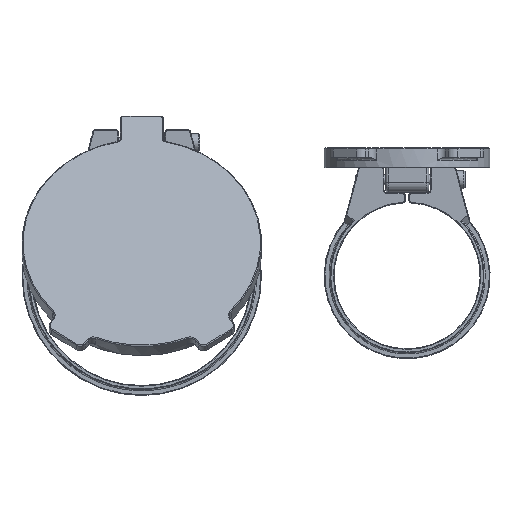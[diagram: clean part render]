
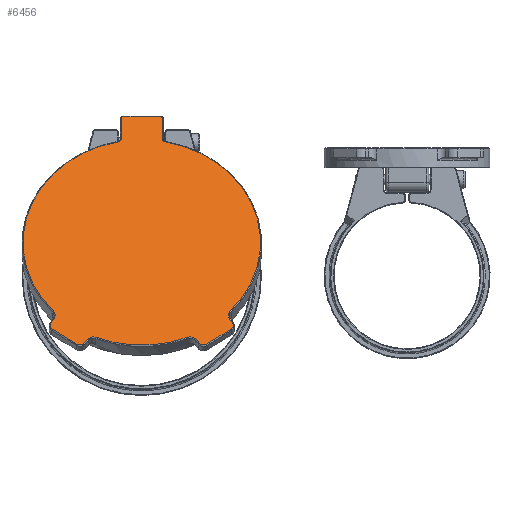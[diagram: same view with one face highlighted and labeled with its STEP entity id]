
A CAD part, top view. The second image highlights one B-rep face of the part: STEP entity #6456.
In plain terms, the highlighted face is planar.
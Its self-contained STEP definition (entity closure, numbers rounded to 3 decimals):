
#589=LINE('',#10884,#1122);
#595=LINE('',#10908,#1128);
#599=LINE('',#10920,#1132);
#603=LINE('',#10932,#1136);
#611=LINE('',#10959,#1144);
#613=LINE('',#10968,#1146);
#617=LINE('',#10980,#1150);
#625=LINE('',#11007,#1158);
#628=LINE('',#11016,#1161);
#1122=VECTOR('',#8415,10.);
#1128=VECTOR('',#8441,10.);
#1132=VECTOR('',#8453,10.);
#1136=VECTOR('',#8465,10.);
#1144=VECTOR('',#8493,10.);
#1146=VECTOR('',#8503,10.);
#1150=VECTOR('',#8515,10.);
#1158=VECTOR('',#8543,10.);
#1161=VECTOR('',#8554,10.);
#1479=PLANE('',#7112);
#1793=FACE_OUTER_BOUND('',#2200,.T.);
#2200=EDGE_LOOP('',(#5442,#5443,#5444,#5445,#5446,#5447,#5448,#5449,#5450,
#5451,#5452,#5453,#5454,#5455,#5456,#5457,#5458,#5459,#5460,#5461,#5462,
#5463,#5464,#5465));
#2524=CIRCLE('',#7049,1.7);
#2526=CIRCLE('',#7053,2.3);
#2527=CIRCLE('',#7055,35.8);
#2530=CIRCLE('',#7059,1.1);
#2532=CIRCLE('',#7063,0.5);
#2534=CIRCLE('',#7067,0.5);
#2536=CIRCLE('',#7071,1.1);
#2537=CIRCLE('',#7073,35.8);
#2540=CIRCLE('',#7077,2.3);
#2542=CIRCLE('',#7081,1.7);
#2544=CIRCLE('',#7085,1.7);
#2546=CIRCLE('',#7089,2.3);
#2547=CIRCLE('',#7091,35.8);
#2550=CIRCLE('',#7095,2.3);
#2552=CIRCLE('',#7099,1.7);
#3074=VERTEX_POINT('',#10874);
#3077=VERTEX_POINT('',#10879);
#3078=VERTEX_POINT('',#10883);
#3080=VERTEX_POINT('',#10889);
#3082=VERTEX_POINT('',#10895);
#3084=VERTEX_POINT('',#10901);
#3086=VERTEX_POINT('',#10907);
#3088=VERTEX_POINT('',#10913);
#3090=VERTEX_POINT('',#10919);
#3092=VERTEX_POINT('',#10925);
#3094=VERTEX_POINT('',#10931);
#3096=VERTEX_POINT('',#10937);
#3098=VERTEX_POINT('',#10943);
#3100=VERTEX_POINT('',#10949);
#3102=VERTEX_POINT('',#10955);
#3104=VERTEX_POINT('',#10961);
#3106=VERTEX_POINT('',#10967);
#3108=VERTEX_POINT('',#10973);
#3110=VERTEX_POINT('',#10979);
#3112=VERTEX_POINT('',#10985);
#3114=VERTEX_POINT('',#10991);
#3116=VERTEX_POINT('',#10997);
#3118=VERTEX_POINT('',#11003);
#3120=VERTEX_POINT('',#11009);
#3849=EDGE_CURVE('',#3077,#3074,#2524,.T.);
#3850=EDGE_CURVE('',#3074,#3078,#589,.T.);
#3855=EDGE_CURVE('',#3078,#3080,#2526,.T.);
#3856=EDGE_CURVE('',#3080,#3082,#2527,.T.);
#3861=EDGE_CURVE('',#3082,#3084,#2530,.T.);
#3862=EDGE_CURVE('',#3084,#3086,#595,.T.);
#3867=EDGE_CURVE('',#3086,#3088,#2532,.T.);
#3868=EDGE_CURVE('',#3088,#3090,#599,.T.);
#3873=EDGE_CURVE('',#3090,#3092,#2534,.T.);
#3874=EDGE_CURVE('',#3092,#3094,#603,.T.);
#3879=EDGE_CURVE('',#3094,#3096,#2536,.T.);
#3880=EDGE_CURVE('',#3096,#3098,#2537,.T.);
#3885=EDGE_CURVE('',#3098,#3100,#2540,.T.);
#3888=EDGE_CURVE('',#3100,#3102,#611,.T.);
#3891=EDGE_CURVE('',#3102,#3104,#2542,.T.);
#3892=EDGE_CURVE('',#3104,#3106,#613,.T.);
#3897=EDGE_CURVE('',#3106,#3108,#2544,.T.);
#3898=EDGE_CURVE('',#3108,#3110,#617,.T.);
#3903=EDGE_CURVE('',#3110,#3112,#2546,.T.);
#3904=EDGE_CURVE('',#3112,#3114,#2547,.T.);
#3909=EDGE_CURVE('',#3114,#3116,#2550,.T.);
#3912=EDGE_CURVE('',#3116,#3118,#625,.T.);
#3915=EDGE_CURVE('',#3118,#3120,#2552,.T.);
#3917=EDGE_CURVE('',#3120,#3077,#628,.T.);
#5442=ORIENTED_EDGE('',*,*,#3849,.F.);
#5443=ORIENTED_EDGE('',*,*,#3917,.F.);
#5444=ORIENTED_EDGE('',*,*,#3915,.F.);
#5445=ORIENTED_EDGE('',*,*,#3912,.F.);
#5446=ORIENTED_EDGE('',*,*,#3909,.F.);
#5447=ORIENTED_EDGE('',*,*,#3904,.F.);
#5448=ORIENTED_EDGE('',*,*,#3903,.F.);
#5449=ORIENTED_EDGE('',*,*,#3898,.F.);
#5450=ORIENTED_EDGE('',*,*,#3897,.F.);
#5451=ORIENTED_EDGE('',*,*,#3892,.F.);
#5452=ORIENTED_EDGE('',*,*,#3891,.F.);
#5453=ORIENTED_EDGE('',*,*,#3888,.F.);
#5454=ORIENTED_EDGE('',*,*,#3885,.F.);
#5455=ORIENTED_EDGE('',*,*,#3880,.F.);
#5456=ORIENTED_EDGE('',*,*,#3879,.F.);
#5457=ORIENTED_EDGE('',*,*,#3874,.F.);
#5458=ORIENTED_EDGE('',*,*,#3873,.F.);
#5459=ORIENTED_EDGE('',*,*,#3868,.F.);
#5460=ORIENTED_EDGE('',*,*,#3867,.F.);
#5461=ORIENTED_EDGE('',*,*,#3862,.F.);
#5462=ORIENTED_EDGE('',*,*,#3861,.F.);
#5463=ORIENTED_EDGE('',*,*,#3856,.F.);
#5464=ORIENTED_EDGE('',*,*,#3855,.F.);
#5465=ORIENTED_EDGE('',*,*,#3850,.F.);
#6456=ADVANCED_FACE('',(#1793),#1479,.T.);
#7049=AXIS2_PLACEMENT_3D('',#10881,#8411,#8412);
#7053=AXIS2_PLACEMENT_3D('',#10893,#8423,#8424);
#7055=AXIS2_PLACEMENT_3D('',#10896,#8427,#8428);
#7059=AXIS2_PLACEMENT_3D('',#10905,#8437,#8438);
#7063=AXIS2_PLACEMENT_3D('',#10917,#8449,#8450);
#7067=AXIS2_PLACEMENT_3D('',#10929,#8461,#8462);
#7071=AXIS2_PLACEMENT_3D('',#10941,#8473,#8474);
#7073=AXIS2_PLACEMENT_3D('',#10944,#8477,#8478);
#7077=AXIS2_PLACEMENT_3D('',#10953,#8487,#8488);
#7081=AXIS2_PLACEMENT_3D('',#10965,#8499,#8500);
#7085=AXIS2_PLACEMENT_3D('',#10977,#8511,#8512);
#7089=AXIS2_PLACEMENT_3D('',#10989,#8523,#8524);
#7091=AXIS2_PLACEMENT_3D('',#10992,#8527,#8528);
#7095=AXIS2_PLACEMENT_3D('',#11001,#8537,#8538);
#7099=AXIS2_PLACEMENT_3D('',#11013,#8549,#8550);
#7112=AXIS2_PLACEMENT_3D('',#11041,#8590,#8591);
#8411=DIRECTION('center_axis',(0.,0.,-1.));
#8412=DIRECTION('ref_axis',(-0.986,-0.167,0.));
#8415=DIRECTION('',(0.579,0.815,0.));
#8423=DIRECTION('center_axis',(0.,0.,1.));
#8424=DIRECTION('ref_axis',(0.998,0.055,0.));
#8427=DIRECTION('center_axis',(0.,0.,-1.));
#8428=DIRECTION('ref_axis',(-0.496,0.868,0.));
#8437=DIRECTION('center_axis',(0.,0.,1.));
#8438=DIRECTION('ref_axis',(0.774,-0.633,0.));
#8441=DIRECTION('',(0.,1.,0.));
#8449=DIRECTION('center_axis',(0.,0.,-1.));
#8450=DIRECTION('ref_axis',(-0.707,0.707,0.));
#8453=DIRECTION('',(1.,0.,0.));
#8461=DIRECTION('center_axis',(0.,0.,-1.));
#8462=DIRECTION('ref_axis',(0.707,0.707,0.));
#8465=DIRECTION('',(0.,-1.,0.));
#8473=DIRECTION('center_axis',(0.,0.,1.));
#8474=DIRECTION('ref_axis',(-0.774,-0.633,0.));
#8477=DIRECTION('center_axis',(0.,0.,-1.));
#8478=DIRECTION('ref_axis',(0.496,-0.868,0.));
#8487=DIRECTION('center_axis',(0.,0.,1.));
#8488=DIRECTION('ref_axis',(-0.998,0.055,0.));
#8493=DIRECTION('',(0.579,-0.815,0.));
#8499=DIRECTION('center_axis',(0.,0.,-1.));
#8500=DIRECTION('ref_axis',(0.986,-0.167,0.));
#8503=DIRECTION('',(-0.815,-0.579,0.));
#8511=DIRECTION('center_axis',(0.,0.,-1.));
#8512=DIRECTION('ref_axis',(-0.167,-0.986,0.));
#8515=DIRECTION('',(-0.579,0.815,0.));
#8523=DIRECTION('center_axis',(0.,0.,1.));
#8524=DIRECTION('ref_axis',(0.277,0.961,0.));
#8527=DIRECTION('center_axis',(0.,0.,-1.));
#8528=DIRECTION('ref_axis',(0.496,-0.868,0.));
#8537=DIRECTION('center_axis',(0.,0.,1.));
#8538=DIRECTION('ref_axis',(-0.277,0.961,0.));
#8543=DIRECTION('',(-0.579,-0.815,0.));
#8549=DIRECTION('center_axis',(0.,0.,-1.));
#8550=DIRECTION('ref_axis',(0.167,-0.986,0.));
#8554=DIRECTION('',(-0.815,0.579,0.));
#8590=DIRECTION('center_axis',(0.,0.,1.));
#8591=DIRECTION('ref_axis',(-1.,0.,0.));
#10874=CARTESIAN_POINT('',(-27.349,-27.812,2.));
#10879=CARTESIAN_POINT('',(-26.947,-30.182,2.));
#10881=CARTESIAN_POINT('Origin',(-25.963,-28.796,2.));
#10883=CARTESIAN_POINT('',(-26.556,-26.695,2.));
#10884=CARTESIAN_POINT('',(-15.837,-11.598,2.));
#10889=CARTESIAN_POINT('',(-26.715,-23.832,2.));
#10893=CARTESIAN_POINT('Origin',(-28.431,-25.363,2.));
#10895=CARTESIAN_POINT('',(-7.082,35.092,2.));
#10896=CARTESIAN_POINT('Origin',(0.,0.,
2.));
#10901=CARTESIAN_POINT('',(-6.2,36.171,2.));
#10905=CARTESIAN_POINT('Origin',(-7.3,36.171,2.));
#10907=CARTESIAN_POINT('',(-6.2,43.297,2.));
#10908=CARTESIAN_POINT('',(-6.2,24.047,2.));
#10913=CARTESIAN_POINT('',(-5.7,43.797,2.));
#10917=CARTESIAN_POINT('Origin',(-5.7,43.297,2.));
#10919=CARTESIAN_POINT('',(5.7,43.797,2.));
#10920=CARTESIAN_POINT('',(3.25,43.797,2.));
#10925=CARTESIAN_POINT('',(6.2,43.297,2.));
#10929=CARTESIAN_POINT('Origin',(5.7,43.297,2.));
#10931=CARTESIAN_POINT('',(6.2,36.171,2.));
#10932=CARTESIAN_POINT('',(6.2,19.754,2.));
#10937=CARTESIAN_POINT('',(7.082,35.092,2.));
#10941=CARTESIAN_POINT('Origin',(7.3,36.171,2.));
#10943=CARTESIAN_POINT('',(26.715,-23.832,2.));
#10944=CARTESIAN_POINT('Origin',(0.,0.,
2.));
#10949=CARTESIAN_POINT('',(26.556,-26.695,2.));
#10953=CARTESIAN_POINT('Origin',(28.431,-25.363,2.));
#10955=CARTESIAN_POINT('',(27.349,-27.812,2.));
#10959=CARTESIAN_POINT('',(14.39,-9.559,2.));
#10961=CARTESIAN_POINT('',(26.947,-30.182,2.));
#10965=CARTESIAN_POINT('Origin',(25.963,-28.796,2.));
#10967=CARTESIAN_POINT('',(19.608,-35.392,2.));
#10968=CARTESIAN_POINT('',(26.871,-30.236,2.));
#10973=CARTESIAN_POINT('',(17.238,-34.99,2.));
#10977=CARTESIAN_POINT('Origin',(18.624,-34.006,2.));
#10979=CARTESIAN_POINT('',(16.445,-33.873,2.));
#10980=CARTESIAN_POINT('',(5.726,-18.776,2.));
#10985=CARTESIAN_POINT('',(13.69,-33.079,2.));
#10989=CARTESIAN_POINT('Origin',(14.569,-35.204,2.));
#10991=CARTESIAN_POINT('',(-13.69,-33.079,2.));
#10992=CARTESIAN_POINT('Origin',(0.,0.,
2.));
#10997=CARTESIAN_POINT('',(-16.445,-33.873,2.));
#11001=CARTESIAN_POINT('Origin',(-14.569,-35.204,2.));
#11003=CARTESIAN_POINT('',(-17.238,-34.99,2.));
#11007=CARTESIAN_POINT('',(-4.279,-16.737,2.));
#11009=CARTESIAN_POINT('',(-19.608,-35.392,2.));
#11013=CARTESIAN_POINT('Origin',(-18.624,-34.006,2.));
#11016=CARTESIAN_POINT('',(-21.571,-33.999,2.));
#11041=CARTESIAN_POINT('Origin',(0.,3.998,2.));
